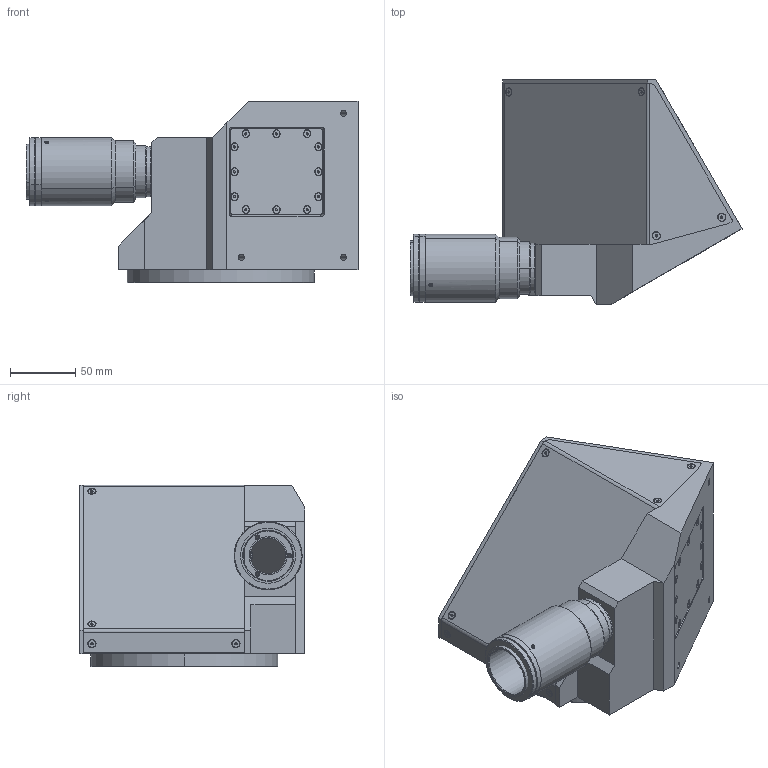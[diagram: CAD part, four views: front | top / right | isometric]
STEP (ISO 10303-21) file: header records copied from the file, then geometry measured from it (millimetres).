
FILE_DESCRIPTION (( 'STEP AP203' ), '1' );
FILE_NAME ('DP24022-C_TCCR4M096-E.step', '2022-02-18T13:42:17', ( '' ), ( '' ), 'SwSTEP 2.0', 'SolidWorks 2021', '' );
FILE_SCHEMA (( 'CONFIG_CONTROL_DESIGN' ));
Length unit declared in the file: millimetre
Products named in the file (1): DP24022-C_TCCR4M096-E
Bounding box: 253.6 x 171.92 x 139 mm (x, y, z)
Surface area: 165829.6 mm2 (no closed solid volume)
Topology: 0 solids, 72 shells, 470 faces, 1538 edges, 1073 vertices
Faces by surface type: plane 198, cone 136, cylinder 134, sphere 2
Entity records: 16635 total; most frequent: CARTESIAN_POINT 3267, DIRECTION 2937, ORIENTED_EDGE 2220, EDGE_CURVE 1478, VERTEX_POINT 1073, AXIS2_PLACEMENT_3D 1005, LINE 927, VECTOR 927
